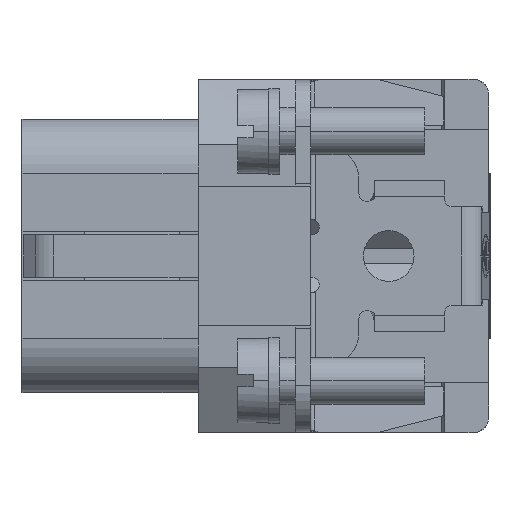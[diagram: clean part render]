
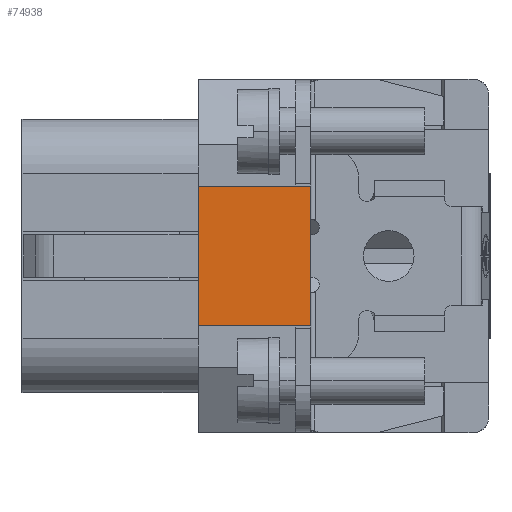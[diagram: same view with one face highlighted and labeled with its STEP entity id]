
A CAD part, left-side view. The second image highlights one B-rep face of the part: STEP entity #74938.
In plain terms, the highlighted planar face has unit normal (-1, 0, 0).
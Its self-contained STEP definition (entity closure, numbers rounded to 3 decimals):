
#10706=DIRECTION('',(0.,-1.,0.));
#10707=VECTOR('',#10706,7.24);
#10708=CARTESIAN_POINT('',(-36.,0.,-4.47));
#10709=LINE('',#10708,#10707);
#10746=DIRECTION('',(0.,0.,1.));
#10747=VECTOR('',#10746,8.94);
#10748=CARTESIAN_POINT('',(-36.,0.,-4.47));
#10749=LINE('',#10748,#10747);
#10750=DIRECTION('',(0.,-1.,0.));
#10751=VECTOR('',#10750,7.24);
#10752=CARTESIAN_POINT('',(-36.,0.,4.47));
#10753=LINE('',#10752,#10751);
#10754=DIRECTION('',(0.,0.,-1.));
#10755=VECTOR('',#10754,8.94);
#10756=CARTESIAN_POINT('',(-36.,-7.24,4.47));
#10757=LINE('',#10756,#10755);
#61361=CARTESIAN_POINT('',(-36.,0.,4.47));
#61362=CARTESIAN_POINT('',(-36.,-7.24,4.47));
#61363=VERTEX_POINT('',#61361);
#61364=VERTEX_POINT('',#61362);
#61374=CARTESIAN_POINT('',(-36.,-7.24,-4.47));
#61376=VERTEX_POINT('',#61374);
#61377=CARTESIAN_POINT('',(-36.,0.,-4.47));
#61378=VERTEX_POINT('',#61377);
#74925=CARTESIAN_POINT('',(-36.,0.,0.));
#74926=DIRECTION('',(1.,0.,0.));
#74927=DIRECTION('',(0.,0.,1.));
#74928=AXIS2_PLACEMENT_3D('',#74925,#74926,#74927);
#74929=PLANE('',#74928);
#74930=ORIENTED_EDGE('',*,*,#70824,.T.);
#74932=ORIENTED_EDGE('',*,*,#74931,.T.);
#74934=ORIENTED_EDGE('',*,*,#74933,.T.);
#74935=ORIENTED_EDGE('',*,*,#74890,.F.);
#74936=EDGE_LOOP('',(#74930,#74932,#74934,#74935));
#74937=FACE_OUTER_BOUND('',#74936,.F.);
#74938=ADVANCED_FACE('',(#74937),#74929,.F.);
#70824=EDGE_CURVE('',#61378,#61363,#10749,.T.);
#74890=EDGE_CURVE('',#61378,#61376,#10709,.T.);
#74931=EDGE_CURVE('',#61363,#61364,#10753,.T.);
#74933=EDGE_CURVE('',#61364,#61376,#10757,.T.);
